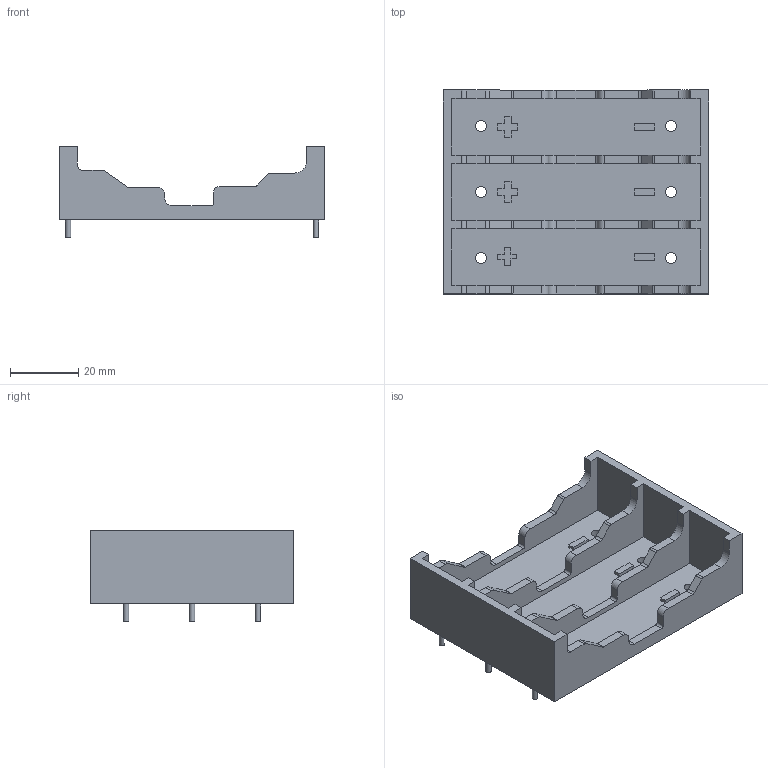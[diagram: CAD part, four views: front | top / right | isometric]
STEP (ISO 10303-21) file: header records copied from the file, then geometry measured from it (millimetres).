
FILE_DESCRIPTION(('FreeCAD Model'),'2;1');
FILE_NAME( '3Cell_18650_LiIon.step', '2019-10-05T18:15:05',('Author'),(''), 'Open CASCADE STEP processor 7.3','FreeCAD','Unknown');
FILE_SCHEMA(('AUTOMOTIVE_DESIGN { 1 0 10303 214 1 1 1 1 }'));
Length unit declared in the file: millimetre
Products named in the file (2): Part; Body
Assembly tree (1 placements, depth 2):
  Part
    Body
Bounding box: 77.7 x 59.69 x 26.74 mm (x, y, z)
Volume: 23493.6 mm3; surface area: 19832.7 mm2
Topology: 1 solids, 1 shells, 178 faces, 492 edges, 328 vertices
Faces by surface type: plane 126, cylinder 52
Full cylindrical faces by diameter (mm): 1.6 x6, 3.2 x6
Entity records: 12287 total; most frequent: CARTESIAN_POINT 2320, DIRECTION 1884, LINE 1268, VECTOR 1268, ORIENTED_EDGE 984, PCURVE 984, DEFINITIONAL_REPRESENTATION 984, EDGE_CURVE 492
